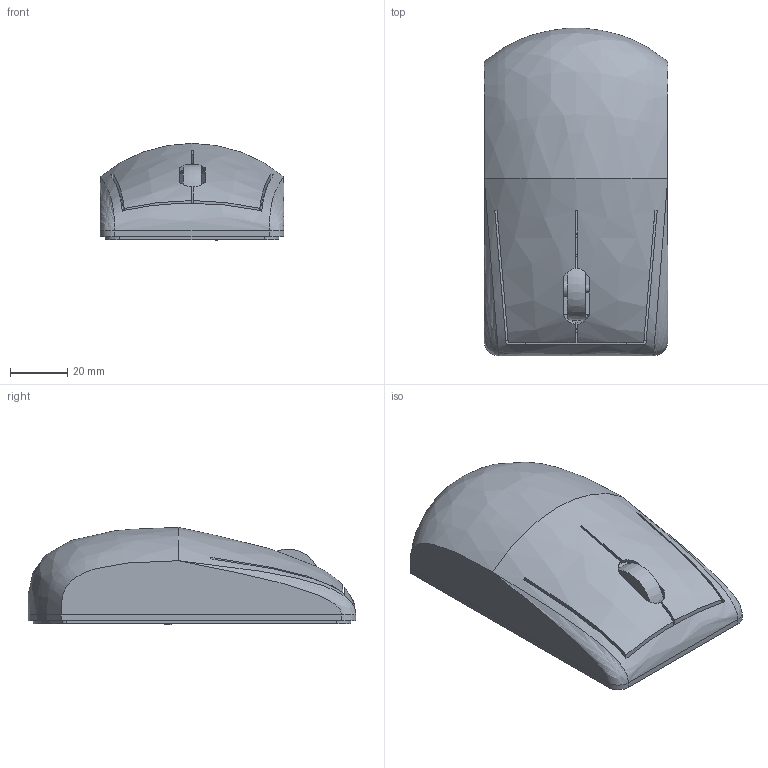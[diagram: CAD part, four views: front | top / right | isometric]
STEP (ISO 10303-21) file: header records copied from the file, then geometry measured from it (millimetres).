
FILE_DESCRIPTION(/* description */ ('STEP AP242','CAx-IF Rec.Pracs.---Representation and Presentation of Product Manufacturing Information (PMI)---4.0---2014-10-13','CAx-IF Rec.Pracs.---3D Tessellated Geometry---0.4---2014-09-14','2;1'),/* implementation_level */ '2;1');
FILE_NAME(/* name */ '6871632538acdb4d2a554b1c',/* time_stamp */ '2025-07-11T19:16:54Z',/* author */ (''),/* organization */ (''),/* preprocessor_version */ 'ST-DEVELOPER v20',/* originating_system */ 'ONSHAPE BY PTC INC, 1.200',/* authorisation */ ' ');
FILE_SCHEMA (('AP242_MANAGED_MODEL_BASED_3D_ENGINEERING_MIM_LF { 1 0 10303 442 1 1 4 }'));
Length unit declared in the file: metre
Products named in the file (9): main; Part 3; Part 2; Base <1>; Part 1; Document
Assembly tree (8 placements, depth 3):
  main
    Part 3
    Part 2
    Base <1>
      Part 1
      Document
      Document
      Document
      Document
Bounding box: 63.93 x 114.11 x 33.84 mm (x, y, z)
Volume: 54550.5 mm3; surface area: 52575.1 mm2
Topology: 7 solids, 7 shells, 587 faces, 1539 edges, 1017 vertices
Faces by surface type: plane 465, cylinder 100, bspline 17, torus 3, cone 2
Full cylindrical faces by diameter (mm): 0.548 x2, 0.64 x1, 0.839 x2, 1 x2, 1.253 x12, 1.5 x5, 1.85 x2, 2.8 x2, 2.818 x1, 3.249 x1, 3.4 x3, 4.2 x1, 5.7 x1, 5.9 x1
Entity records: 19813 total; most frequent: CARTESIAN_POINT 5278, ORIENTED_EDGE 2972, DIRECTION 2770, EDGE_CURVE 1486, LINE 1182, VECTOR 1182, VERTEX_POINT 1005, AXIS2_PLACEMENT_3D 794
